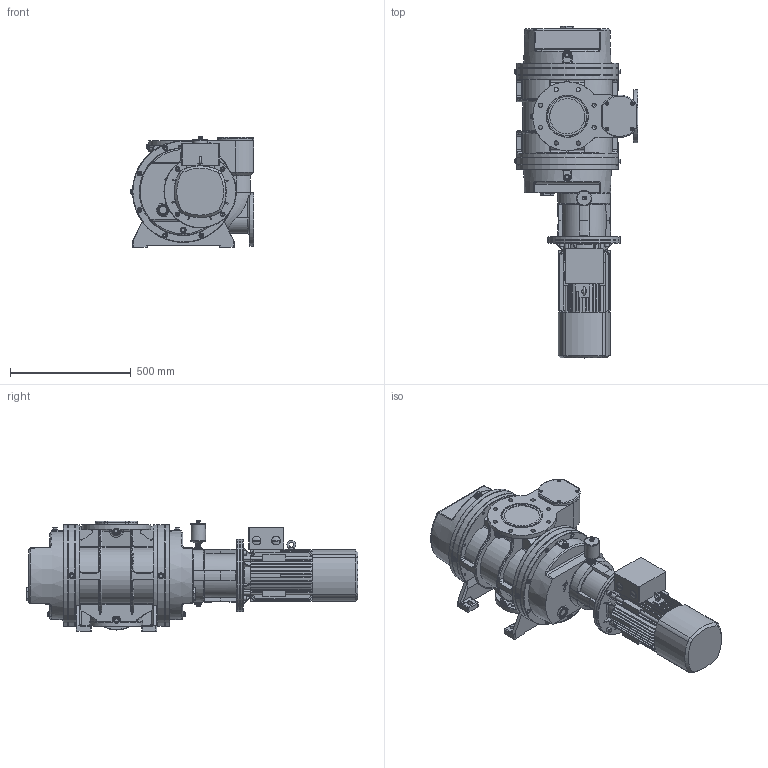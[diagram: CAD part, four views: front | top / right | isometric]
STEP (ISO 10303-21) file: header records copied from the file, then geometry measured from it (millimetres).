
FILE_DESCRIPTION((''),'2;1');
FILE_NAME('PP920467_SW.stp','2012-02-15T14:44:07',('schneider-k'),(''),'Autodesk Inventor 2009','Autodesk Inventor 2009','');
FILE_SCHEMA(('AUTOMOTIVE_DESIGN { 1 0 10303 214 1 1 1 1 }'));
Length unit declared in the file: millimetre
Products named in the file (1): PP920467_SW
Bounding box: 511.8 x 1374 x 457.18 mm (x, y, z)
Volume: 107619948.8 mm3; surface area: 2833637.7 mm2
Topology: 1 solids, 57 shells, 2211 faces, 5595 edges, 3543 vertices
Faces by surface type: plane 1016, cylinder 457, bspline 332, cone 237, torus 155, sphere 14
Full cylindrical faces by diameter (mm): 1.35 x1, 1.4 x2, 2.5 x4, 8 x4, 11.6 x1, 12 x20, 12.8 x2, 13 x4, 13.835 x8, 14.7 x1, 16.662 x8, 17 x11, 18 x24, 19.9 x1, 20 x1, 22 x12, 23 x6, 32 x2, 36 x2, 38.6 x2, 40.9 x2, 47 x2, 60 x1, 63 x2, 96 x1, 162 x1, 181 x1, 220 x3, 300 x2, 420 x6
Entity records: 88289 total; most frequent: CARTESIAN_POINT 38416, ORIENTED_EDGE 9676, DIRECTION 9384, EDGE_CURVE 4838, AXIS2_PLACEMENT_3D 3710, VERTEX_POINT 3287, EDGE_LOOP 2924, FACE_OUTER_BOUND 2211
